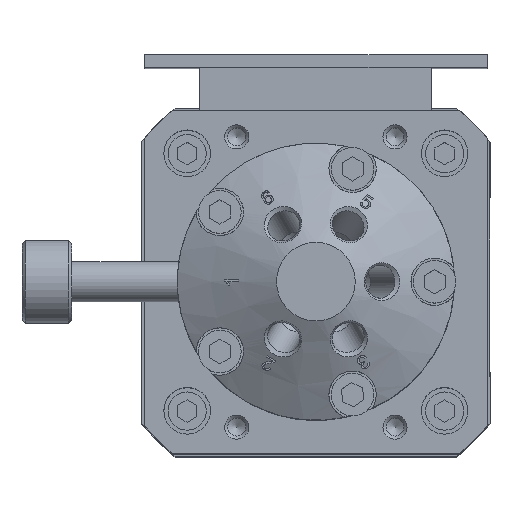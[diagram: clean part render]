
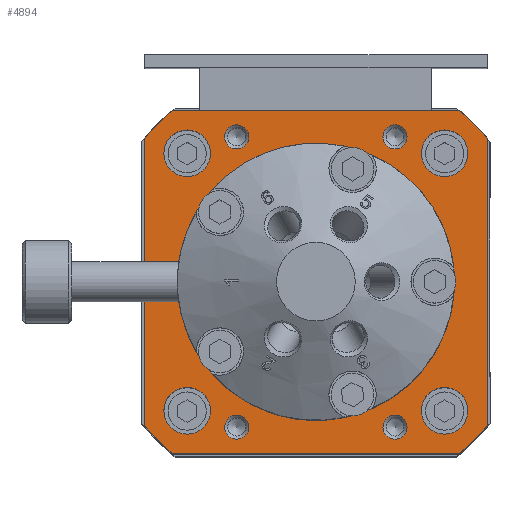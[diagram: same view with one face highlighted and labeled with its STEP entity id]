
A CAD part, top view. The second image highlights one B-rep face of the part: STEP entity #4894.
In plain terms, the highlighted planar face has unit normal (0, 0, 1).
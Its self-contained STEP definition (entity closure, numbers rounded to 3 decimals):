
#4215=CARTESIAN_POINT('',(31.93,3.492,40.375));
#4216=VERTEX_POINT('',#4215);
#4217=CARTESIAN_POINT('',(30.48,3.492,40.375));
#4218=DIRECTION('',(0.0,0.0,-1.0));
#4219=DIRECTION('',(1.0,0.0,0.0));
#4220=AXIS2_PLACEMENT_3D('',#4217,#4218,#4219);
#4221=CIRCLE('',#4220,1.45);
#4222=EDGE_CURVE('',#4216,#4216,#4221,.T.);
#4235=CARTESIAN_POINT('',(12.88,38.417,40.375));
#4236=VERTEX_POINT('',#4235);
#4237=CARTESIAN_POINT('',(11.43,38.417,40.375));
#4238=DIRECTION('',(0.0,0.0,-1.0));
#4239=DIRECTION('',(1.0,0.0,0.0));
#4240=AXIS2_PLACEMENT_3D('',#4237,#4238,#4239);
#4241=CIRCLE('',#4240,1.45);
#4242=EDGE_CURVE('',#4236,#4236,#4241,.T.);
#4263=CARTESIAN_POINT('',(31.93,38.417,40.375));
#4264=VERTEX_POINT('',#4263);
#4265=CARTESIAN_POINT('',(30.48,38.417,40.375));
#4266=DIRECTION('',(0.0,0.0,-1.0));
#4267=DIRECTION('',(1.0,0.0,0.0));
#4268=AXIS2_PLACEMENT_3D('',#4265,#4266,#4267);
#4269=CIRCLE('',#4268,1.45);
#4270=EDGE_CURVE('',#4264,#4264,#4269,.T.);
#4283=CARTESIAN_POINT('',(12.88,3.492,40.375));
#4284=VERTEX_POINT('',#4283);
#4285=CARTESIAN_POINT('',(11.43,3.492,40.375));
#4286=DIRECTION('',(0.0,0.0,-1.0));
#4287=DIRECTION('',(1.0,0.0,0.0));
#4288=AXIS2_PLACEMENT_3D('',#4285,#4286,#4287);
#4289=CIRCLE('',#4288,1.45);
#4290=EDGE_CURVE('',#4284,#4284,#4289,.T.);
#4303=CARTESIAN_POINT('',(39.256,5.461,40.375));
#4304=VERTEX_POINT('',#4303);
#4305=CARTESIAN_POINT('',(36.449,5.461,40.375));
#4306=DIRECTION('',(0.0,0.0,-1.0));
#4307=DIRECTION('',(1.0,0.0,0.0));
#4308=AXIS2_PLACEMENT_3D('',#4305,#4306,#4307);
#4309=CIRCLE('',#4308,2.807);
#4310=EDGE_CURVE('',#4304,#4304,#4309,.T.);
#4323=CARTESIAN_POINT('',(8.268,36.449,40.375));
#4324=VERTEX_POINT('',#4323);
#4325=CARTESIAN_POINT('',(5.461,36.449,40.375));
#4326=DIRECTION('',(0.0,0.0,-1.0));
#4327=DIRECTION('',(1.0,0.0,0.0));
#4328=AXIS2_PLACEMENT_3D('',#4325,#4326,#4327);
#4329=CIRCLE('',#4328,2.807);
#4330=EDGE_CURVE('',#4324,#4324,#4329,.T.);
#4343=CARTESIAN_POINT('',(39.256,36.449,40.375));
#4344=VERTEX_POINT('',#4343);
#4345=CARTESIAN_POINT('',(36.449,36.449,40.375));
#4346=DIRECTION('',(0.0,0.0,-1.0));
#4347=DIRECTION('',(1.0,0.0,0.0));
#4348=AXIS2_PLACEMENT_3D('',#4345,#4346,#4347);
#4349=CIRCLE('',#4348,2.807);
#4350=EDGE_CURVE('',#4344,#4344,#4349,.T.);
#4363=CARTESIAN_POINT('',(8.268,5.461,40.375));
#4364=VERTEX_POINT('',#4363);
#4365=CARTESIAN_POINT('',(5.461,5.461,40.375));
#4366=DIRECTION('',(0.0,0.0,-1.0));
#4367=DIRECTION('',(1.0,0.0,0.0));
#4368=AXIS2_PLACEMENT_3D('',#4365,#4366,#4367);
#4369=CIRCLE('',#4368,2.807);
#4370=EDGE_CURVE('',#4364,#4364,#4369,.T.);
#4380=CARTESIAN_POINT('',(37.63,20.955,40.375));
#4381=VERTEX_POINT('',#4380);
#4382=CARTESIAN_POINT('',(20.955,20.955,40.375));
#4383=DIRECTION('',(0.0,0.0,-1.0));
#4384=DIRECTION('',(-1.0,0.0,0.0));
#4385=AXIS2_PLACEMENT_3D('',#4382,#4383,#4384);
#4386=CIRCLE('',#4385,16.675);
#4387=EDGE_CURVE('',#4381,#4381,#4386,.T.);
#4445=CARTESIAN_POINT('',(41.593,38.246,40.375));
#4446=VERTEX_POINT('',#4445);
#4453=CARTESIAN_POINT('',(41.593,3.664,40.375));
#4454=VERTEX_POINT('',#4453);
#4455=CARTESIAN_POINT('',(41.593,38.246,40.375));
#4456=DIRECTION('',(0.0,-1.0,0.0));
#4457=VECTOR('',#4456,34.583);
#4458=LINE('',#4455,#4457);
#4459=EDGE_CURVE('',#4446,#4454,#4458,.T.);
#4497=CARTESIAN_POINT('',(38.246,0.317,40.375));
#4498=VERTEX_POINT('',#4497);
#4499=CARTESIAN_POINT('',(20.955,20.955,40.375));
#4500=DIRECTION('',(0.,0.,-1.0));
#4501=DIRECTION('',(-0.642,0.767,0.));
#4502=AXIS2_PLACEMENT_3D('',#4499,#4500,#4501);
#4503=CIRCLE('',#4502,26.924);
#4504=EDGE_CURVE('',#4454,#4498,#4503,.T.);
#4529=CARTESIAN_POINT('',(3.664,0.317,40.375));
#4530=VERTEX_POINT('',#4529);
#4531=CARTESIAN_POINT('',(38.246,0.317,40.375));
#4532=DIRECTION('',(-1.0,0.0,0.0));
#4533=VECTOR('',#4532,34.583);
#4534=LINE('',#4531,#4533);
#4535=EDGE_CURVE('',#4498,#4530,#4534,.T.);
#4593=CARTESIAN_POINT('',(0.318,3.664,40.375));
#4594=VERTEX_POINT('',#4593);
#4595=CARTESIAN_POINT('',(20.955,20.955,40.375));
#4596=DIRECTION('',(0.,0.,-1.0));
#4597=DIRECTION('',(0.767,0.642,0.));
#4598=AXIS2_PLACEMENT_3D('',#4595,#4596,#4597);
#4599=CIRCLE('',#4598,26.924);
#4600=EDGE_CURVE('',#4530,#4594,#4599,.T.);
#4625=CARTESIAN_POINT('',(0.318,38.246,40.375));
#4626=VERTEX_POINT('',#4625);
#4627=CARTESIAN_POINT('',(0.318,3.664,40.375));
#4628=DIRECTION('',(0.0,1.0,0.0));
#4629=VECTOR('',#4628,34.583);
#4630=LINE('',#4627,#4629);
#4631=EDGE_CURVE('',#4594,#4626,#4630,.T.);
#4688=CARTESIAN_POINT('',(38.246,41.592,40.375));
#4689=VERTEX_POINT('',#4688);
#4696=CARTESIAN_POINT('',(20.955,20.955,40.375));
#4697=DIRECTION('',(0.,0.,-1.0));
#4698=DIRECTION('',(-0.767,-0.642,0.));
#4699=AXIS2_PLACEMENT_3D('',#4696,#4697,#4698);
#4700=CIRCLE('',#4699,26.924);
#4701=EDGE_CURVE('',#4689,#4446,#4700,.T.);
#4722=CARTESIAN_POINT('',(3.664,41.592,40.375));
#4723=VERTEX_POINT('',#4722);
#4730=CARTESIAN_POINT('',(3.664,41.592,40.375));
#4731=DIRECTION('',(1.0,0.0,0.0));
#4732=VECTOR('',#4731,34.583);
#4733=LINE('',#4730,#4732);
#4734=EDGE_CURVE('',#4723,#4689,#4733,.T.);
#4841=CARTESIAN_POINT('',(20.955,20.955,40.375));
#4842=DIRECTION('',(0.,0.,-1.0));
#4843=DIRECTION('',(0.642,-0.767,0.));
#4844=AXIS2_PLACEMENT_3D('',#4841,#4842,#4843);
#4845=CIRCLE('',#4844,26.924);
#4846=EDGE_CURVE('',#4626,#4723,#4845,.T.);
#4852=CARTESIAN_POINT('',(20.955,20.955,40.375));
#4853=DIRECTION('',(0.0,0.0,1.0));
#4854=DIRECTION('',(1.0,0.0,0.0));
#4855=AXIS2_PLACEMENT_3D('',#4852,#4853,#4854);
#4856=PLANE('',#4855);
#4857=ORIENTED_EDGE('',*,*,#4734,.F.);
#4858=ORIENTED_EDGE('',*,*,#4846,.F.);
#4859=ORIENTED_EDGE('',*,*,#4631,.F.);
#4860=ORIENTED_EDGE('',*,*,#4600,.F.);
#4861=ORIENTED_EDGE('',*,*,#4535,.F.);
#4862=ORIENTED_EDGE('',*,*,#4504,.F.);
#4863=ORIENTED_EDGE('',*,*,#4459,.F.);
#4864=ORIENTED_EDGE('',*,*,#4701,.F.);
#4865=EDGE_LOOP('',(#4857,#4858,#4859,#4860,#4861,#4862,#4863,#4864));
#4866=FACE_OUTER_BOUND('',#4865,.T.);
#4867=ORIENTED_EDGE('',*,*,#4387,.T.);
#4868=EDGE_LOOP('',(#4867));
#4869=FACE_BOUND('',#4868,.T.);
#4870=ORIENTED_EDGE('',*,*,#4370,.T.);
#4871=EDGE_LOOP('',(#4870));
#4872=FACE_BOUND('',#4871,.T.);
#4873=ORIENTED_EDGE('',*,*,#4350,.T.);
#4874=EDGE_LOOP('',(#4873));
#4875=FACE_BOUND('',#4874,.T.);
#4876=ORIENTED_EDGE('',*,*,#4330,.T.);
#4877=EDGE_LOOP('',(#4876));
#4878=FACE_BOUND('',#4877,.T.);
#4879=ORIENTED_EDGE('',*,*,#4310,.T.);
#4880=EDGE_LOOP('',(#4879));
#4881=FACE_BOUND('',#4880,.T.);
#4882=ORIENTED_EDGE('',*,*,#4290,.T.);
#4883=EDGE_LOOP('',(#4882));
#4884=FACE_BOUND('',#4883,.T.);
#4885=ORIENTED_EDGE('',*,*,#4270,.T.);
#4886=EDGE_LOOP('',(#4885));
#4887=FACE_BOUND('',#4886,.T.);
#4888=ORIENTED_EDGE('',*,*,#4242,.T.);
#4889=EDGE_LOOP('',(#4888));
#4890=FACE_BOUND('',#4889,.T.);
#4891=ORIENTED_EDGE('',*,*,#4222,.T.);
#4892=EDGE_LOOP('',(#4891));
#4893=FACE_BOUND('',#4892,.T.);
#4894=ADVANCED_FACE('',(#4866,#4869,#4872,#4875,#4878,#4881,#4884,#4887,#4890,#4893),#4856,.T.);
